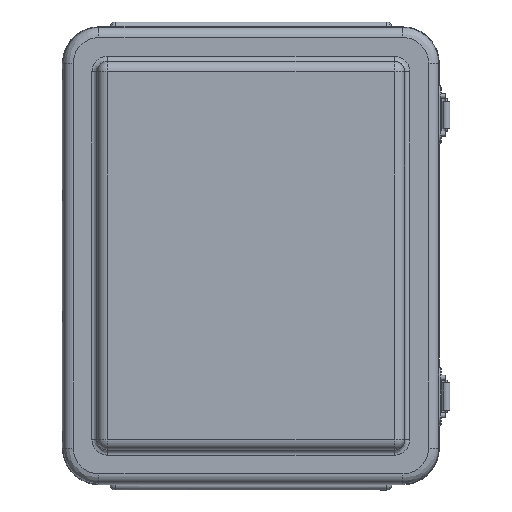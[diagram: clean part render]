
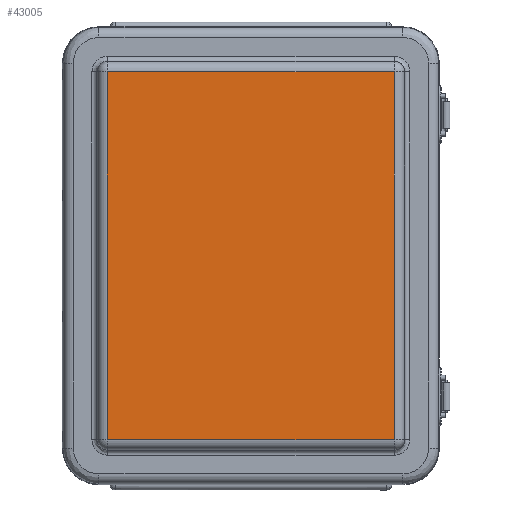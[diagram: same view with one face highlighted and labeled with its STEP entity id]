
A CAD part, top view. The second image highlights one B-rep face of the part: STEP entity #43005.
In plain terms, the highlighted planar face has unit normal (0, 0, 1).
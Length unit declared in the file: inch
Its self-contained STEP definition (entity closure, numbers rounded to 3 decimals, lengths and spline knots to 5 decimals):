
#401 = EDGE_LOOP ( 'NONE', ( #11728, #7553, #21559, #52123, #24992, #56582, #29746, #11298 ) ) ;
#1345 = CARTESIAN_POINT ( 'NONE',  ( -3.5642, -4.57283, 1.04789 ) ) ;
#1542 = CARTESIAN_POINT ( 'NONE',  ( -3.56522, -4.5724, 1.04789 ) ) ;
#3565 = CARTESIAN_POINT ( 'NONE',  ( 3.562, -4.57283, 1.04789 ) ) ;
#3760 = DIRECTION ( 'NONE',  ( 1., 0., 0. ) ) ;
#3989 = CARTESIAN_POINT ( 'NONE',  ( 3.5659, 4.57071, 1.04789 ) ) ;
#4964 = CARTESIAN_POINT ( 'NONE',  ( 3.56422, -4.5724, 1.04789 ) ) ;
#5026 = VERTEX_POINT ( 'NONE', #6480 ) ;
#6398 = CARTESIAN_POINT ( 'NONE',  ( 1.78075, -4.57283, 1.04789 ) ) ;
#6480 = CARTESIAN_POINT ( 'NONE',  ( 3.562, 4.57283, 1.04789 ) ) ;
#7399 = B_SPLINE_CURVE_WITH_KNOTS ( 'NONE', 3,
 ( #15365, #33884, #29938, #1542, #1345, #29737 ),
 .UNSPECIFIED., .F., .F.,
 ( 4, 2, 4 ),
 ( 0., 0.5, 1. ),
 .UNSPECIFIED. ) ;
#7553 = ORIENTED_EDGE ( 'NONE', *, *, #36920, .F. ) ;
#10233 = VERTEX_POINT ( 'NONE', #20713 ) ;
#10273 = VERTEX_POINT ( 'NONE', #12007 ) ;
#10675 = CARTESIAN_POINT ( 'NONE',  ( -3.563, 4.57283, 1.04789 ) ) ;
#11185 = VECTOR ( 'NONE', #3760, 39.37008 ) ;
#11298 = ORIENTED_EDGE ( 'NONE', *, *, #48929, .F. ) ;
#11728 = ORIENTED_EDGE ( 'NONE', *, *, #55683, .T. ) ;
#12007 = CARTESIAN_POINT ( 'NONE',  ( -3.56732, -4.5685, 1.04789 ) ) ;
#12115 = CARTESIAN_POINT ( 'NONE',  ( -3.56732, -2.28425, 1.04789 ) ) ;
#13012 = VECTOR ( 'NONE', #20015, 39.37008 ) ;
#15194 = VERTEX_POINT ( 'NONE', #28080 ) ;
#15365 = CARTESIAN_POINT ( 'NONE',  ( -3.56732, -4.5685, 1.04789 ) ) ;
#17306 = FACE_OUTER_BOUND ( 'NONE', #401, .T. ) ;
#17659 = CARTESIAN_POINT ( 'NONE',  ( 3.56633, 4.5685, 1.04789 ) ) ;
#18114 = B_SPLINE_CURVE_WITH_KNOTS ( 'NONE', 3,
 ( #3565, #42892, #4964, #37915, #18829, #46810 ),
 .UNSPECIFIED., .F., .F.,
 ( 4, 2, 4 ),
 ( 0., 0.5, 1. ),
 .UNSPECIFIED. ) ;
#18829 = CARTESIAN_POINT ( 'NONE',  ( 3.56633, -4.5697, 1.04789 ) ) ;
#20015 = DIRECTION ( 'NONE',  ( -1., 0., 0. ) ) ;
#20347 = CARTESIAN_POINT ( 'NONE',  ( -3.563, 4.57283, 1.04789 ) ) ;
#20713 = CARTESIAN_POINT ( 'NONE',  ( -3.56732, 4.5685, 1.04789 ) ) ;
#21559 = ORIENTED_EDGE ( 'NONE', *, *, #59080, .T. ) ;
#23742 = B_SPLINE_CURVE_WITH_KNOTS ( 'NONE', 3,
 ( #10675, #44269, #43645, #31086, #29808, #48370 ),
 .UNSPECIFIED., .F., .F.,
 ( 4, 2, 4 ),
 ( 0., 0.5, 1. ),
 .UNSPECIFIED. ) ;
#24433 = LINE ( 'NONE', #27644, #11185 ) ;
#24992 = ORIENTED_EDGE ( 'NONE', *, *, #31226, .T. ) ;
#25205 = B_SPLINE_CURVE_WITH_KNOTS ( 'NONE', 3,
 ( #17659, #36942, #3989, #60560, #51126, #60758 ),
 .UNSPECIFIED., .F., .F.,
 ( 4, 2, 4 ),
 ( 0., 0.5, 1. ),
 .UNSPECIFIED. ) ;
#26348 = DIRECTION ( 'NONE',  ( 0., 1., 0. ) ) ;
#27644 = CARTESIAN_POINT ( 'NONE',  ( -1.78175, 4.57283, 1.04789 ) ) ;
#28080 = CARTESIAN_POINT ( 'NONE',  ( 3.562, -4.57283, 1.04789 ) ) ;
#29737 = CARTESIAN_POINT ( 'NONE',  ( -3.563, -4.57283, 1.04789 ) ) ;
#29746 = ORIENTED_EDGE ( 'NONE', *, *, #43324, .T. ) ;
#29808 = CARTESIAN_POINT ( 'NONE',  ( -3.56732, 4.5697, 1.04789 ) ) ;
#29938 = CARTESIAN_POINT ( 'NONE',  ( -3.56689, -4.57071, 1.04789 ) ) ;
#31086 = CARTESIAN_POINT ( 'NONE',  ( -3.5669, 4.57072, 1.04789 ) ) ;
#31226 = EDGE_CURVE ( 'NONE', #43415, #5026, #25205, .T. ) ;
#31489 = CARTESIAN_POINT ( 'NONE',  ( 3.56633, 4.5685, 1.04789 ) ) ;
#33884 = CARTESIAN_POINT ( 'NONE',  ( -3.56732, -4.56969, 1.04789 ) ) ;
#34202 = LINE ( 'NONE', #12115, #48920 ) ;
#34403 = LINE ( 'NONE', #6398, #13012 ) ;
#35849 = EDGE_CURVE ( 'NONE', #43415, #54280, #42154, .T. ) ;
#36920 = EDGE_CURVE ( 'NONE', #15194, #43567, #34403, .T. ) ;
#36942 = CARTESIAN_POINT ( 'NONE',  ( 3.56633, 4.56969, 1.04789 ) ) ;
#37413 = CARTESIAN_POINT ( 'NONE',  ( 3.56633, 2.28425, 1.04789 ) ) ;
#37915 = CARTESIAN_POINT ( 'NONE',  ( 3.56591, -4.57072, 1.04789 ) ) ;
#38446 = EDGE_CURVE ( 'NONE', #46869, #5026, #24433, .T. ) ;
#42154 = LINE ( 'NONE', #37413, #57552 ) ;
#42892 = CARTESIAN_POINT ( 'NONE',  ( 3.56319, -4.57283, 1.04789 ) ) ;
#43005 = ADVANCED_FACE ( 'NONE', ( #17306 ), #51449, .T. ) ;
#43324 = EDGE_CURVE ( 'NONE', #46869, #10233, #23742, .T. ) ;
#43415 = VERTEX_POINT ( 'NONE', #31489 ) ;
#43567 = VERTEX_POINT ( 'NONE', #60445 ) ;
#43645 = CARTESIAN_POINT ( 'NONE',  ( -3.56521, 4.5724, 1.04789 ) ) ;
#44269 = CARTESIAN_POINT ( 'NONE',  ( -3.56418, 4.57283, 1.04789 ) ) ;
#46158 = CARTESIAN_POINT ( 'NONE',  ( -0.0005, 0., 1.04789 ) ) ;
#46356 = DIRECTION ( 'NONE',  ( 0., 0., 1. ) ) ;
#46810 = CARTESIAN_POINT ( 'NONE',  ( 3.56633, -4.5685, 1.04789 ) ) ;
#46869 = VERTEX_POINT ( 'NONE', #20347 ) ;
#48370 = CARTESIAN_POINT ( 'NONE',  ( -3.56732, 4.5685, 1.04789 ) ) ;
#48920 = VECTOR ( 'NONE', #26348, 39.37008 ) ;
#48929 = EDGE_CURVE ( 'NONE', #10273, #10233, #34202, .T. ) ;
#51126 = CARTESIAN_POINT ( 'NONE',  ( 3.56321, 4.57283, 1.04789 ) ) ;
#51449 = PLANE ( 'NONE',  #58491 ) ;
#52123 = ORIENTED_EDGE ( 'NONE', *, *, #35849, .F. ) ;
#52815 = DIRECTION ( 'NONE',  ( 0., -1., 0. ) ) ;
#53211 = CARTESIAN_POINT ( 'NONE',  ( 3.56633, -4.5685, 1.04789 ) ) ;
#54280 = VERTEX_POINT ( 'NONE', #53211 ) ;
#55683 = EDGE_CURVE ( 'NONE', #10273, #43567, #7399, .T. ) ;
#56187 = DIRECTION ( 'NONE',  ( 1., 0., 0. ) ) ;
#56582 = ORIENTED_EDGE ( 'NONE', *, *, #38446, .F. ) ;
#57552 = VECTOR ( 'NONE', #52815, 39.37008 ) ;
#58491 = AXIS2_PLACEMENT_3D ( 'NONE', #46158, #46356, #56187 ) ;
#59080 = EDGE_CURVE ( 'NONE', #15194, #54280, #18114, .T. ) ;
#60445 = CARTESIAN_POINT ( 'NONE',  ( -3.563, -4.57283, 1.04789 ) ) ;
#60560 = CARTESIAN_POINT ( 'NONE',  ( 3.56423, 4.5724, 1.04789 ) ) ;
#60758 = CARTESIAN_POINT ( 'NONE',  ( 3.562, 4.57283, 1.04789 ) ) ;
